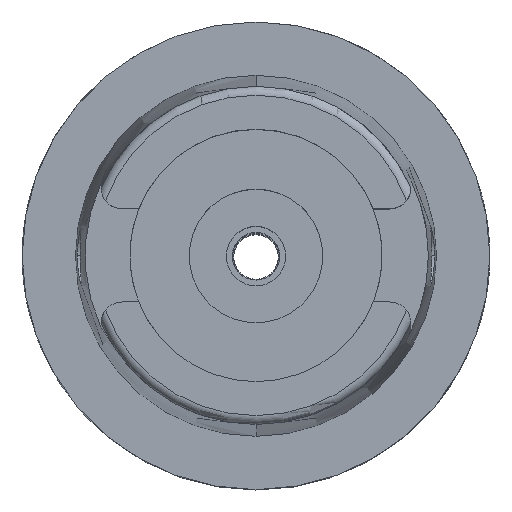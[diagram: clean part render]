
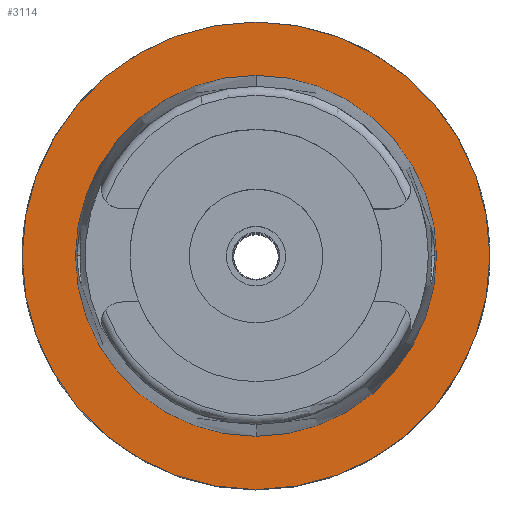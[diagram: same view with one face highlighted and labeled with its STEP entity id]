
A CAD part, top view. The second image highlights one B-rep face of the part: STEP entity #3114.
In plain terms, the highlighted planar face has unit normal (0, 0, 1).
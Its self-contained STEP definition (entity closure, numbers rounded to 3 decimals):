
#645=CARTESIAN_POINT('',(0.,0.,0.));
#646=DIRECTION('',(0.,0.,-1.));
#647=DIRECTION('',(0.,-1.,0.));
#648=AXIS2_PLACEMENT_3D('',#645,#646,#647);
#653=CARTESIAN_POINT('',(0.,0.,0.));
#654=DIRECTION('',(0.,0.,-1.));
#655=DIRECTION('',(0.,1.,0.));
#656=AXIS2_PLACEMENT_3D('',#653,#654,#655);
#661=CARTESIAN_POINT('',(0.,0.,0.));
#662=DIRECTION('',(0.,0.,1.));
#663=DIRECTION('',(0.,-1.,0.));
#664=AXIS2_PLACEMENT_3D('',#661,#662,#663);
#669=CARTESIAN_POINT('',(0.,0.,0.));
#670=DIRECTION('',(0.,0.,1.));
#671=DIRECTION('',(0.,1.,0.));
#672=AXIS2_PLACEMENT_3D('',#669,#670,#671);
#2442=CARTESIAN_POINT('',(0.,-24.315,0.));
#2443=VERTEX_POINT('',#2442);
#2444=CARTESIAN_POINT('',(0.,24.315,0.));
#2445=VERTEX_POINT('',#2444);
#2728=CARTESIAN_POINT('',(0.,31.5,0.));
#2729=VERTEX_POINT('',#2728);
#2730=CARTESIAN_POINT('',(0.,-31.5,0.));
#2731=VERTEX_POINT('',#2730);
#3099=CARTESIAN_POINT('',(0.,0.,0.));
#3100=DIRECTION('',(0.,0.,1.));
#3101=DIRECTION('',(0.,1.,0.));
#3102=AXIS2_PLACEMENT_3D('',#3099,#3100,#3101);
#3103=PLANE('',#3102);
#3105=ORIENTED_EDGE('',*,*,#3104,.T.);
#3107=ORIENTED_EDGE('',*,*,#3106,.T.);
#3108=EDGE_LOOP('',(#3105,#3107));
#3109=FACE_OUTER_BOUND('',#3108,.F.);
#3110=ORIENTED_EDGE('',*,*,#3057,.T.);
#3111=ORIENTED_EDGE('',*,*,#2850,.T.);
#3112=EDGE_LOOP('',(#3110,#3111));
#3113=FACE_BOUND('',#3112,.F.);
#649=CIRCLE('',#648,31.5);
#657=CIRCLE('',#656,31.5);
#665=CIRCLE('',#664,24.315);
#673=CIRCLE('',#672,24.315);
#2850=EDGE_CURVE('',#2445,#2443,#673,.T.);
#3057=EDGE_CURVE('',#2443,#2445,#665,.T.);
#3104=EDGE_CURVE('',#2731,#2729,#649,.T.);
#3106=EDGE_CURVE('',#2729,#2731,#657,.T.);
#3114=ADVANCED_FACE('',(#3109,#3113),#3103,.T.);
